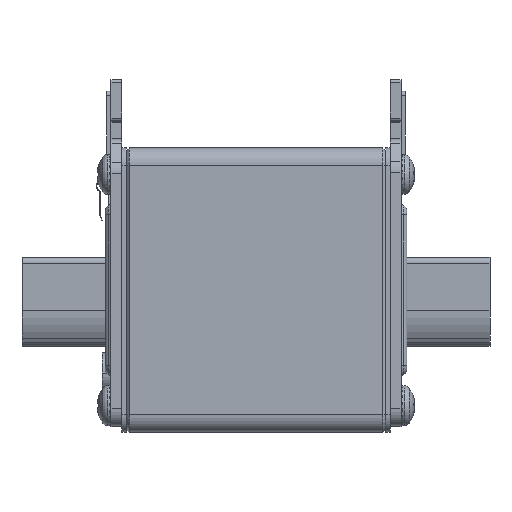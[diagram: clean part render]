
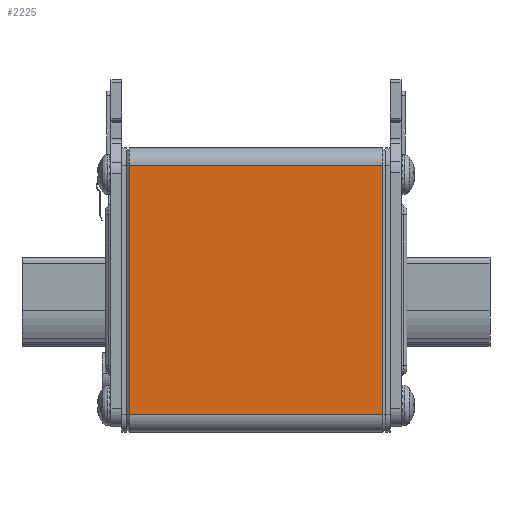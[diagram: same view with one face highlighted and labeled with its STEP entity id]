
A CAD part, left-side view. The second image highlights one B-rep face of the part: STEP entity #2225.
In plain terms, the highlighted face is planar.
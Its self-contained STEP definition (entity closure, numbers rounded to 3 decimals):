
#327=DIRECTION('',(0.,-1.,0.));
#328=VECTOR('',#327,42.);
#329=CARTESIAN_POINT('',(21.35,21.,-14.5));
#330=LINE('',#329,#328);
#335=DIRECTION('',(0.,1.,0.));
#336=VECTOR('',#335,42.);
#337=CARTESIAN_POINT('',(-21.35,-21.,-14.5));
#338=LINE('',#337,#336);
#364=DIRECTION('',(-1.,0.,0.));
#365=VECTOR('',#364,42.7);
#366=CARTESIAN_POINT('',(21.35,-21.,-14.5));
#367=LINE('',#366,#365);
#430=DIRECTION('',(1.,0.,0.));
#431=VECTOR('',#430,42.7);
#432=CARTESIAN_POINT('',(-21.35,21.,-14.5));
#433=LINE('',#432,#431);
#1942=CARTESIAN_POINT('',(21.35,21.,-14.5));
#1943=VERTEX_POINT('',#1942);
#1946=CARTESIAN_POINT('',(21.35,-21.,-14.5));
#1947=VERTEX_POINT('',#1946);
#1974=CARTESIAN_POINT('',(-21.35,-21.,-14.5));
#1975=VERTEX_POINT('',#1974);
#1978=CARTESIAN_POINT('',(-21.35,21.,-14.5));
#1979=VERTEX_POINT('',#1978);
#2210=CARTESIAN_POINT('',(0.,0.,-14.5));
#2211=DIRECTION('',(0.,0.,1.));
#2212=DIRECTION('',(1.,0.,0.));
#2213=AXIS2_PLACEMENT_3D('',#2210,#2211,#2212);
#2214=PLANE('',#2213);
#2216=ORIENTED_EDGE('',*,*,#2215,.F.);
#2218=ORIENTED_EDGE('',*,*,#2217,.F.);
#2220=ORIENTED_EDGE('',*,*,#2219,.F.);
#2222=ORIENTED_EDGE('',*,*,#2221,.F.);
#2223=EDGE_LOOP('',(#2216,#2218,#2220,#2222));
#2224=FACE_OUTER_BOUND('',#2223,.F.);
#2215=EDGE_CURVE('',#1943,#1947,#330,.T.);
#2217=EDGE_CURVE('',#1979,#1943,#433,.T.);
#2219=EDGE_CURVE('',#1975,#1979,#338,.T.);
#2221=EDGE_CURVE('',#1947,#1975,#367,.T.);
#2225=ADVANCED_FACE('',(#2224),#2214,.F.);
